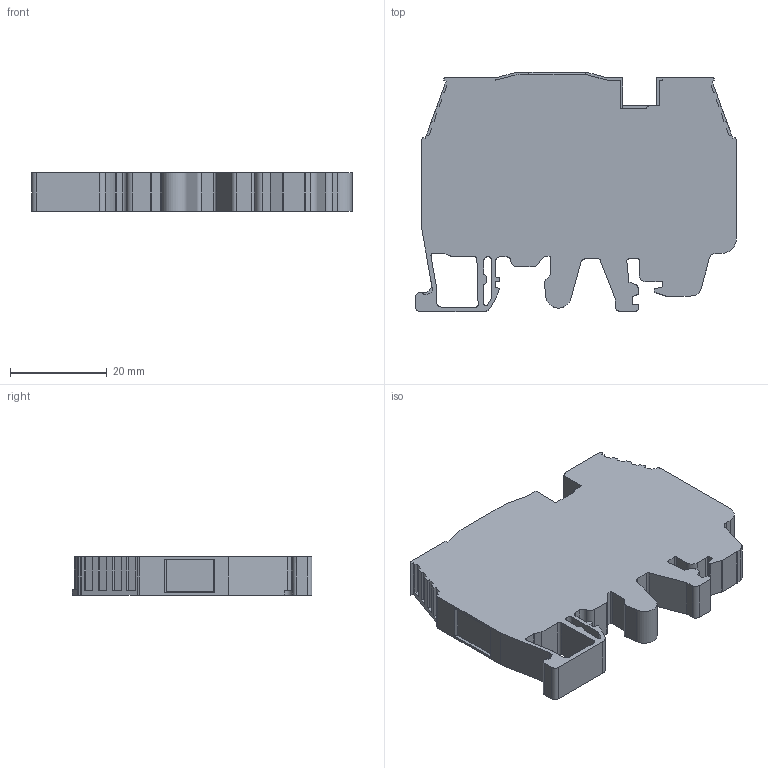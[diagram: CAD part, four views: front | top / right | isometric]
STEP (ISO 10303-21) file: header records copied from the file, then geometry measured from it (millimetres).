
FILE_DESCRIPTION (( 'STEP AP214' ), '1' );
FILE_NAME ('375790_WGL 1_Grey.STP', '2013-11-14T06:47:40', ( 'arge' ), ( 'Microsoft' ), 'SwSTEP 2.0', 'SolidWorks 2013', '' );
FILE_SCHEMA (( 'AUTOMOTIVE_DESIGN' ));
Length unit declared in the file: millimetre
Products named in the file (1): 375790_WGL 1_Grey
Bounding box: 66.25 x 49.57 x 8 mm (x, y, z)
Volume: 20371.2 mm3; surface area: 8100.2 mm2
Topology: 1 solids, 1 shells, 198 faces, 574 edges, 382 vertices
Faces by surface type: plane 140, cylinder 54, cone 4
Entity records: 6805 total; most frequent: CARTESIAN_POINT 1155, ORIENTED_EDGE 1148, DIRECTION 1089, EDGE_CURVE 574, LINE 457, VECTOR 457, VERTEX_POINT 382, AXIS2_PLACEMENT_3D 316
